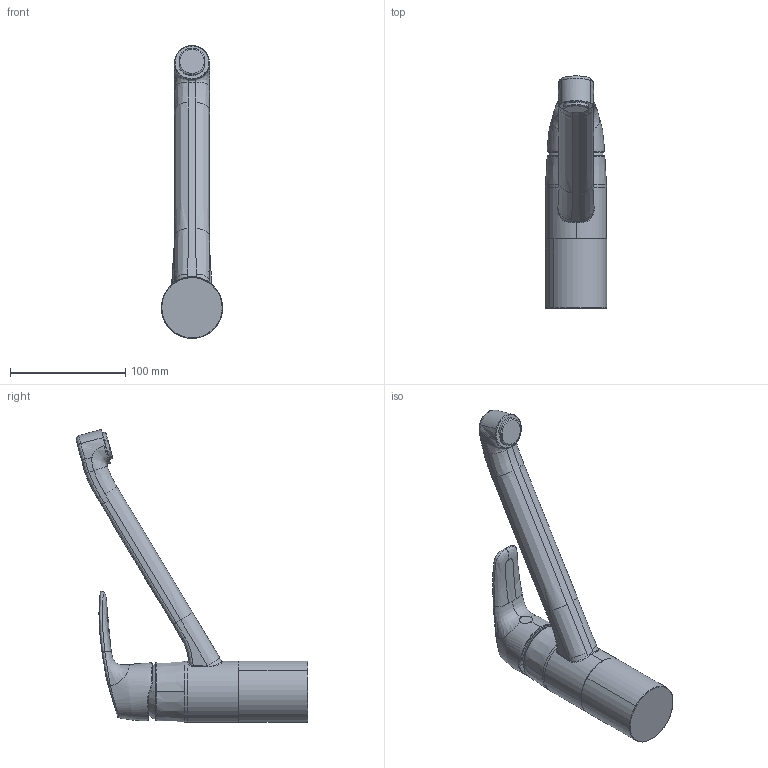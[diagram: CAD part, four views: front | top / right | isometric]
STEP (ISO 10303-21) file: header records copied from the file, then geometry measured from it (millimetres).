
FILE_DESCRIPTION (( 'STEP AP203' ), '1' );
FILE_NAME ('450822930004(2022)+450822930005(2022)+450822930007(2022).STEP', '2022-02-22T05:34:10', ( '' ), ( '' ), 'SwSTEP 2.0', 'SolidWorks 2016', '' );
FILE_SCHEMA (( 'CONFIG_CONTROL_DESIGN' ));
Length unit declared in the file: millimetre
Products named in the file (1): 450822930004(2022)+450822930005(2022)+450822930007(2022)
Bounding box: 53 x 200.77 x 253.61 mm (x, y, z)
Volume: 496311.1 mm3; surface area: 56097.8 mm2
Topology: 1 solids, 1 shells, 133 faces, 321 edges, 192 vertices
Faces by surface type: bspline 98, cylinder 15, plane 10, torus 6, cone 4
Entity records: 16045 total; most frequent: CARTESIAN_POINT 13638, ORIENTED_EDGE 642, EDGE_CURVE 321, DIRECTION 258, B_SPLINE_CURVE_WITH_KNOTS 202, VERTEX_POINT 192, EDGE_LOOP 135, ADVANCED_FACE 133
